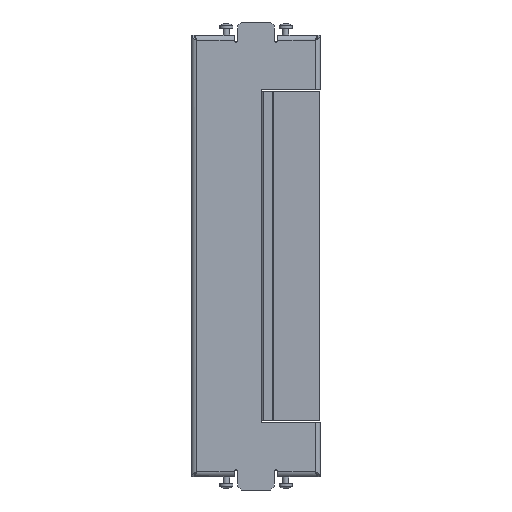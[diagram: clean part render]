
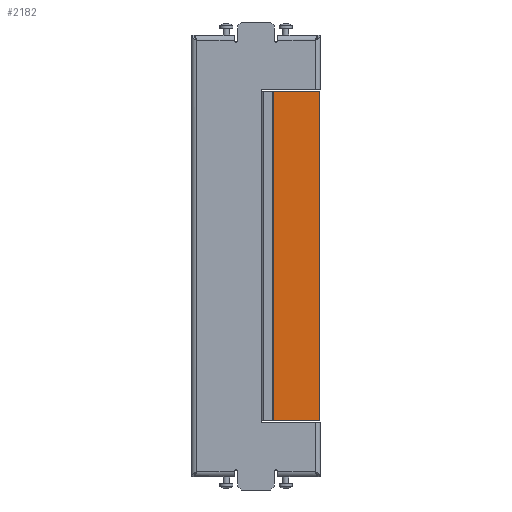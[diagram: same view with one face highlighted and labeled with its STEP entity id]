
A CAD part, left-side view. The second image highlights one B-rep face of the part: STEP entity #2182.
In plain terms, the highlighted face is planar.
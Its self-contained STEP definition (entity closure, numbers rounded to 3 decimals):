
#203 = FACE_OUTER_BOUND ( 'NONE', #962, .T. ) ;
#962 = EDGE_LOOP ( 'NONE', ( #8538, #6294, #4369, #6727 ) ) ;
#1003 = LINE ( 'NONE', #1619, #9184 ) ;
#1069 = PLANE ( 'NONE',  #6531 ) ;
#1619 = CARTESIAN_POINT ( 'NONE',  ( 125., -48., -3.528 ) ) ;
#2182 = ADVANCED_FACE ( 'NONE', ( #203 ), #1069, .F. ) ;
#2489 = VERTEX_POINT ( 'NONE', #8484 ) ;
#2518 = EDGE_CURVE ( 'NONE', #4150, #2489, #6464, .T. ) ;
#2564 = VERTEX_POINT ( 'NONE', #6671 ) ;
#2862 = DIRECTION ( 'NONE',  ( -1., 0., 0. ) ) ;
#3199 = EDGE_CURVE ( 'NONE', #5070, #2564, #9403, .T. ) ;
#3307 = EDGE_CURVE ( 'NONE', #2489, #2564, #8781, .T. ) ;
#4150 = VERTEX_POINT ( 'NONE', #8815 ) ;
#4369 = ORIENTED_EDGE ( 'NONE', *, *, #9060, .F. ) ;
#4847 = VECTOR ( 'NONE', #6657, 1000. ) ;
#5070 = VERTEX_POINT ( 'NONE', #8951 ) ;
#5360 = DIRECTION ( 'NONE',  ( 0., 0.999, 0.044 ) ) ;
#5912 = CARTESIAN_POINT ( 'NONE',  ( -125., -48., -3.528 ) ) ;
#5969 = VECTOR ( 'NONE', #2862, 1000. ) ;
#6294 = ORIENTED_EDGE ( 'NONE', *, *, #3199, .F. ) ;
#6344 = VECTOR ( 'NONE', #7662, 1000. ) ;
#6464 = LINE ( 'NONE', #7394, #4847 ) ;
#6531 = AXIS2_PLACEMENT_3D ( 'NONE', #9011, #9811, #7367 ) ;
#6657 = DIRECTION ( 'NONE',  ( -1., 0., 0. ) ) ;
#6671 = CARTESIAN_POINT ( 'NONE',  ( -125., -13., -2. ) ) ;
#6727 = ORIENTED_EDGE ( 'NONE', *, *, #2518, .T. ) ;
#7367 = DIRECTION ( 'NONE',  ( 0., -0.999, -0.044 ) ) ;
#7394 = CARTESIAN_POINT ( 'NONE',  ( 125., -48., -3.528 ) ) ;
#7662 = DIRECTION ( 'NONE',  ( 0., 0.999, 0.044 ) ) ;
#8484 = CARTESIAN_POINT ( 'NONE',  ( -125., -48., -3.528 ) ) ;
#8538 = ORIENTED_EDGE ( 'NONE', *, *, #3307, .T. ) ;
#8781 = LINE ( 'NONE', #5912, #6344 ) ;
#8815 = CARTESIAN_POINT ( 'NONE',  ( 125., -48., -3.528 ) ) ;
#8951 = CARTESIAN_POINT ( 'NONE',  ( 125., -13., -2. ) ) ;
#9011 = CARTESIAN_POINT ( 'NONE',  ( 125., -48., -3.528 ) ) ;
#9060 = EDGE_CURVE ( 'NONE', #4150, #5070, #1003, .T. ) ;
#9184 = VECTOR ( 'NONE', #5360, 1000. ) ;
#9403 = LINE ( 'NONE', #9904, #5969 ) ;
#9811 = DIRECTION ( 'NONE',  ( 0., -0.044, 0.999 ) ) ;
#9904 = CARTESIAN_POINT ( 'NONE',  ( 125., -13., -2. ) ) ;
